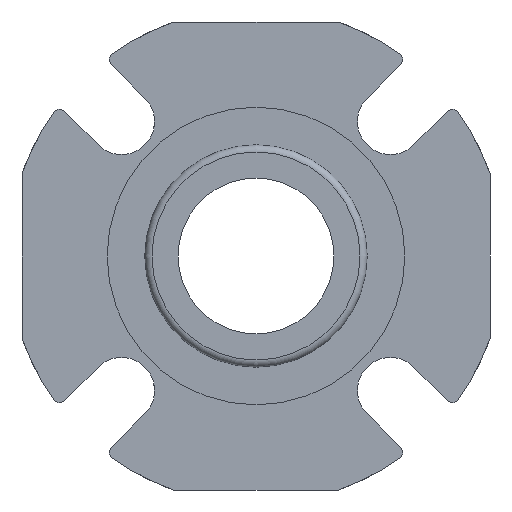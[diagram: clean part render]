
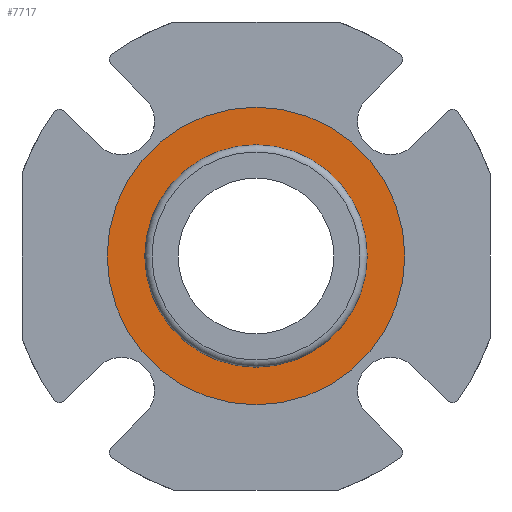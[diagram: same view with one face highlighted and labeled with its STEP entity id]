
A CAD part, left-side view. The second image highlights one B-rep face of the part: STEP entity #7717.
In plain terms, the highlighted planar face has unit normal (-1, 0, 0).
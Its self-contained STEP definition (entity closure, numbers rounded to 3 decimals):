
#1449=PLANE('',#8671);
#3696=ORIENTED_EDGE('',*,*,#4826,.F.);
#3697=ORIENTED_EDGE('',*,*,#4827,.T.);
#4826=EDGE_CURVE('',#5525,#5525,#5982,.F.);
#4827=EDGE_CURVE('',#5526,#5526,#5983,.T.);
#5525=VERTEX_POINT('',#14523);
#5526=VERTEX_POINT('',#14526);
#5982=CIRCLE('',#8668,23.533);
#5983=CIRCLE('',#8670,31.5);
#6511=EDGE_LOOP('',(#3696));
#6512=EDGE_LOOP('',(#3697));
#7044=FACE_BOUND('',#6511,.T.);
#7045=FACE_BOUND('',#6512,.T.);
#7717=ADVANCED_FACE('',(#7044,#7045),#1449,.F.);
#8668=AXIS2_PLACEMENT_3D('',#14522,#11025,#11026);
#8670=AXIS2_PLACEMENT_3D('',#14525,#11029,#11030);
#8671=AXIS2_PLACEMENT_3D('',#14527,#11031,#11032);
#11025=DIRECTION('',(1.,0.,0.));
#11026=DIRECTION('',(0.,0.,-1.));
#11029=DIRECTION('',(-1.,0.,0.));
#11030=DIRECTION('',(0.,0.,1.));
#11031=DIRECTION('',(1.,0.,0.));
#11032=DIRECTION('',(0.,0.,-1.));
#14522=CARTESIAN_POINT('',(-13.437,0.,0.));
#14523=CARTESIAN_POINT('',(-13.437,0.,-23.533));
#14525=CARTESIAN_POINT('',(-13.437,0.,0.));
#14526=CARTESIAN_POINT('',(-13.437,0.,31.5));
#14527=CARTESIAN_POINT('',(-13.437,0.,31.5));
